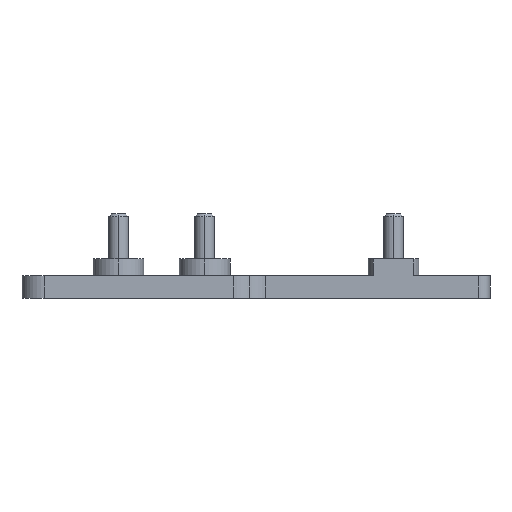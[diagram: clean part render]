
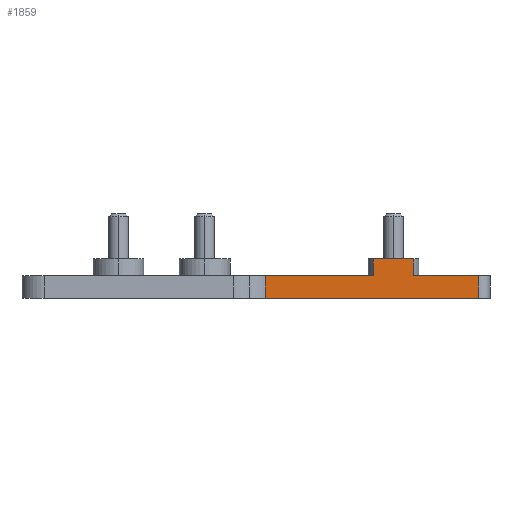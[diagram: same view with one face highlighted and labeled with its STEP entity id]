
A CAD part, left-side view. The second image highlights one B-rep face of the part: STEP entity #1859.
In plain terms, the highlighted planar face has unit normal (-1, 0, 0).
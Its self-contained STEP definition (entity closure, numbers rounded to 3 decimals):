
#166=CARTESIAN_POINT('Vertex',(-16.009,-1.657,4.)) ;
#169=CARTESIAN_POINT('Line Origine',(-16.009,-11.232,4.)) ;
#173=CARTESIAN_POINT('Vertex',(-16.009,-20.808,4.)) ;
#180=CARTESIAN_POINT('Vertex',(-16.009,-28.008,4.)) ;
#183=CARTESIAN_POINT('Line Origine',(-16.009,-33.755,4.)) ;
#187=CARTESIAN_POINT('Vertex',(-16.009,-39.503,4.)) ;
#1089=CARTESIAN_POINT('Vertex',(-16.009,-39.503,0.)) ;
#1092=CARTESIAN_POINT('Line Origine',(-16.009,-20.58,0.)) ;
#1096=CARTESIAN_POINT('Vertex',(-16.009,-1.657,0.)) ;
#1808=CARTESIAN_POINT('Line Origine',(-16.009,-1.657,3.5)) ;
#1820=CARTESIAN_POINT('Axis2P3D Location',(-16.009,0.,0.)) ;
#1825=CARTESIAN_POINT('Line Origine',(-16.009,-39.503,2.)) ;
#1830=CARTESIAN_POINT('Line Origine',(-16.009,-28.008,5.5)) ;
#1834=CARTESIAN_POINT('Vertex',(-16.009,-28.008,7.)) ;
#1837=CARTESIAN_POINT('Line Origine',(-16.009,-24.408,7.)) ;
#1841=CARTESIAN_POINT('Vertex',(-16.009,-20.808,7.)) ;
#1844=CARTESIAN_POINT('Line Origine',(-16.009,-20.808,5.5)) ;
#171=VECTOR('Line Direction',#170,1.) ;
#185=VECTOR('Line Direction',#184,1.) ;
#1094=VECTOR('Line Direction',#1093,1.) ;
#1810=VECTOR('Line Direction',#1809,1.) ;
#1827=VECTOR('Line Direction',#1826,1.) ;
#1832=VECTOR('Line Direction',#1831,1.) ;
#1839=VECTOR('Line Direction',#1838,1.) ;
#1846=VECTOR('Line Direction',#1845,1.) ;
#170=DIRECTION('Vector Direction',(0.,-1.,0.)) ;
#184=DIRECTION('Vector Direction',(0.,-1.,0.)) ;
#1093=DIRECTION('Vector Direction',(0.,-1.,0.)) ;
#1809=DIRECTION('Vector Direction',(0.,0.,1.)) ;
#1821=DIRECTION('Axis2P3D Direction',(-1.,0.,0.)) ;
#1822=DIRECTION('Axis2P3D XDirection',(0.,-1.,0.)) ;
#1826=DIRECTION('Vector Direction',(0.,0.,1.)) ;
#1831=DIRECTION('Vector Direction',(0.,0.,1.)) ;
#1838=DIRECTION('Vector Direction',(0.,-1.,0.)) ;
#1845=DIRECTION('Vector Direction',(0.,0.,1.)) ;
#1823=AXIS2_PLACEMENT_3D('Plane Axis2P3D',#1820,#1821,#1822) ;
#172=LINE('Line',#169,#171) ;
#186=LINE('Line',#183,#185) ;
#1095=LINE('Line',#1092,#1094) ;
#1811=LINE('Line',#1808,#1810) ;
#1828=LINE('Line',#1825,#1827) ;
#1833=LINE('Line',#1830,#1832) ;
#1840=LINE('Line',#1837,#1839) ;
#1847=LINE('Line',#1844,#1846) ;
#1824=PLANE('',#1823) ;
#175=EDGE_CURVE('',#167,#174,#172,.T.) ;
#189=EDGE_CURVE('',#181,#188,#186,.T.) ;
#1098=EDGE_CURVE('',#1097,#1090,#1095,.T.) ;
#1812=EDGE_CURVE('',#167,#1097,#1811,.F.) ;
#1829=EDGE_CURVE('',#1090,#188,#1828,.T.) ;
#1836=EDGE_CURVE('',#181,#1835,#1833,.T.) ;
#1843=EDGE_CURVE('',#1842,#1835,#1840,.T.) ;
#1848=EDGE_CURVE('',#174,#1842,#1847,.T.) ;
#1850=ORIENTED_EDGE('',*,*,#1098,.T.) ;
#1851=ORIENTED_EDGE('',*,*,#1829,.T.) ;
#1852=ORIENTED_EDGE('',*,*,#189,.F.) ;
#1853=ORIENTED_EDGE('',*,*,#1836,.T.) ;
#1854=ORIENTED_EDGE('',*,*,#1843,.F.) ;
#1855=ORIENTED_EDGE('',*,*,#1848,.F.) ;
#1856=ORIENTED_EDGE('',*,*,#175,.F.) ;
#1857=ORIENTED_EDGE('',*,*,#1812,.T.) ;
#1849=EDGE_LOOP('',(#1850,#1851,#1852,#1853,#1854,#1855,#1856,#1857)) ;
#167=VERTEX_POINT('',#166) ;
#174=VERTEX_POINT('',#173) ;
#181=VERTEX_POINT('',#180) ;
#188=VERTEX_POINT('',#187) ;
#1090=VERTEX_POINT('',#1089) ;
#1097=VERTEX_POINT('',#1096) ;
#1835=VERTEX_POINT('',#1834) ;
#1842=VERTEX_POINT('',#1841) ;
#1859=ADVANCED_FACE('PartBody',(#1858),#1824,.T.) ;
#1858=FACE_OUTER_BOUND('',#1849,.T.) ;
